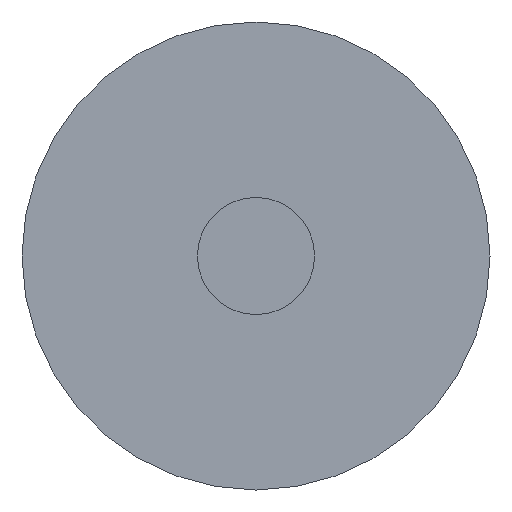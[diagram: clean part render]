
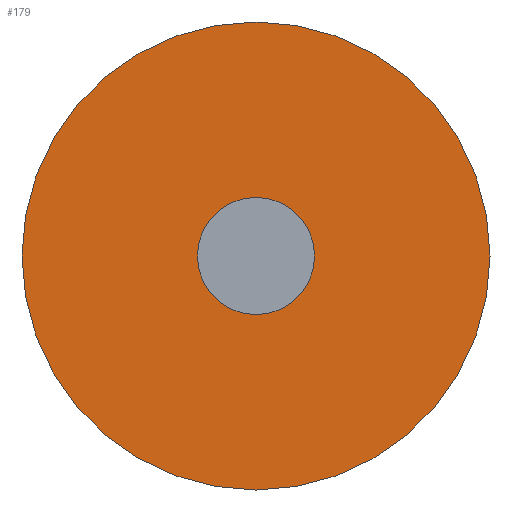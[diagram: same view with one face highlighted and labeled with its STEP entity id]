
A CAD part, front view. The second image highlights one B-rep face of the part: STEP entity #179.
In plain terms, the highlighted planar face has unit normal (0, -1, 0).
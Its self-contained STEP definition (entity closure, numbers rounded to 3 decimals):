
#17=FACE_BOUND('',#47,.T.);
#23=PLANE('',#228);
#33=FACE_OUTER_BOUND('',#46,.T.);
#46=EDGE_LOOP('',(#154,#155));
#47=EDGE_LOOP('',(#156,#157));
#67=CIRCLE('',#211,5.);
#68=CIRCLE('',#212,5.);
#70=CIRCLE('',#216,20.);
#71=CIRCLE('',#217,20.);
#85=VERTEX_POINT('',#313);
#86=VERTEX_POINT('',#315);
#89=VERTEX_POINT('',#323);
#90=VERTEX_POINT('',#325);
#105=EDGE_CURVE('',#86,#85,#67,.T.);
#106=EDGE_CURVE('',#85,#86,#68,.T.);
#109=EDGE_CURVE('',#89,#90,#70,.T.);
#110=EDGE_CURVE('',#90,#89,#71,.T.);
#154=ORIENTED_EDGE('',*,*,#110,.F.);
#155=ORIENTED_EDGE('',*,*,#109,.F.);
#156=ORIENTED_EDGE('',*,*,#105,.T.);
#157=ORIENTED_EDGE('',*,*,#106,.T.);
#179=ADVANCED_FACE('',(#33,#17),#23,.F.);
#211=AXIS2_PLACEMENT_3D('',#316,#253,#254);
#212=AXIS2_PLACEMENT_3D('',#317,#255,#256);
#216=AXIS2_PLACEMENT_3D('',#326,#264,#265);
#217=AXIS2_PLACEMENT_3D('',#327,#266,#267);
#228=AXIS2_PLACEMENT_3D('',#345,#289,#290);
#253=DIRECTION('center_axis',(0.,1.,0.));
#254=DIRECTION('ref_axis',(1.,0.,0.));
#255=DIRECTION('center_axis',(0.,1.,0.));
#256=DIRECTION('ref_axis',(1.,0.,0.));
#264=DIRECTION('center_axis',(0.,1.,0.));
#265=DIRECTION('ref_axis',(1.,0.,0.));
#266=DIRECTION('center_axis',(0.,1.,0.));
#267=DIRECTION('ref_axis',(1.,0.,0.));
#289=DIRECTION('center_axis',(0.,1.,0.));
#290=DIRECTION('ref_axis',(0.,0.,1.));
#313=CARTESIAN_POINT('',(-5.,-37.5,0.));
#315=CARTESIAN_POINT('',(5.,-37.5,0.));
#316=CARTESIAN_POINT('Origin',(0.,-37.5,0.));
#317=CARTESIAN_POINT('Origin',(0.,-37.5,0.));
#323=CARTESIAN_POINT('',(-20.,-37.5,0.));
#325=CARTESIAN_POINT('',(20.,-37.5,0.));
#326=CARTESIAN_POINT('Origin',(0.,-37.5,0.));
#327=CARTESIAN_POINT('Origin',(0.,-37.5,0.));
#345=CARTESIAN_POINT('Origin',(0.,-37.5,0.));
